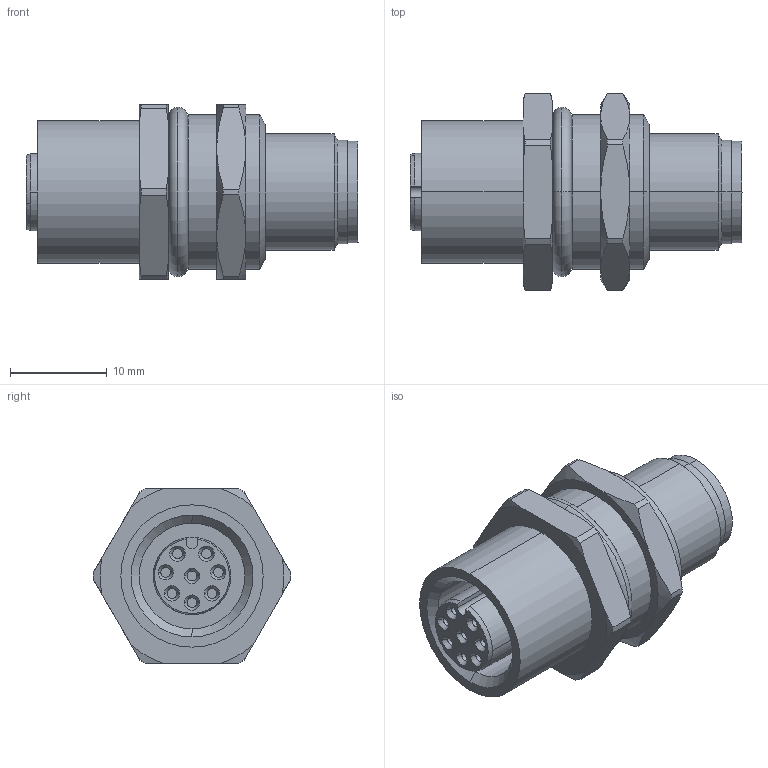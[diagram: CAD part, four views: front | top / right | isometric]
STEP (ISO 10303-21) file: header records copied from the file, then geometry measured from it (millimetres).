
FILE_DESCRIPTION (( 'STEP AP214' ), '1' );
FILE_NAME ('M128AMFS.STEP', '2019-02-28T15:57:51', ( '' ), ( '' ), 'SwSTEP 2.0', 'SolidWorks 2017', '' );
FILE_SCHEMA (( 'AUTOMOTIVE_DESIGN' ));
Length unit declared in the file: millimetre
Products named in the file (1): M128AMFS
Bounding box: 34.3 x 20.44 x 18 mm (x, y, z)
Volume: 5117 mm3; surface area: 4025.2 mm2
Topology: 3 solids, 3 shells, 193 faces, 429 edges, 264 vertices
Faces by surface type: cylinder 68, cone 52, plane 46, bspline 19, torus 8
Entity records: 6682 total; most frequent: CARTESIAN_POINT 1543, DIRECTION 929, ORIENTED_EDGE 858, EDGE_CURVE 429, AXIS2_PLACEMENT_3D 398, VERTEX_POINT 264, CIRCLE 223, EDGE_LOOP 219
